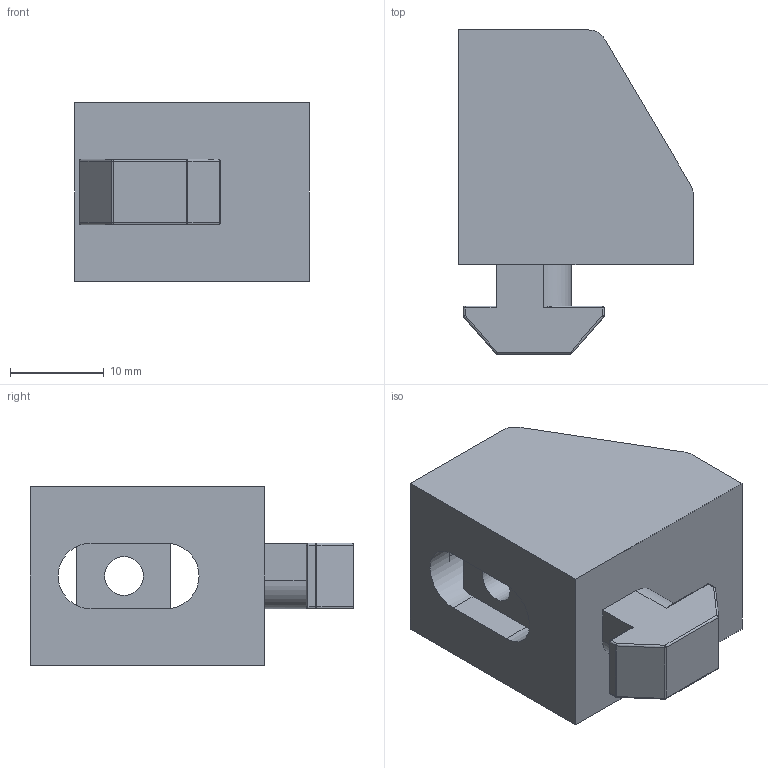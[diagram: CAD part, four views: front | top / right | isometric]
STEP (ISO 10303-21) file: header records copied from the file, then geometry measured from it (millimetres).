
FILE_DESCRIPTION((''),'2;1');
FILE_NAME('AR3522.stp','2021-06-11T11:47:26',('arma01'),(''),'Autodesk Inventor 2013','Autodesk Inventor 2013','');
FILE_SCHEMA(('AUTOMOTIVE_DESIGN { 1 0 10303 214 1 1 1 1 }'));
Length unit declared in the file: millimetre
Products named in the file (1): AR3522
Bounding box: 25 x 34.5 x 19 mm (x, y, z)
Volume: 6418.5 mm3; surface area: 4901 mm2
Topology: 1 solids, 1 shells, 97 faces, 247 edges, 151 vertices
Faces by surface type: plane 50, cylinder 33, sphere 12, torus 2
Full cylindrical faces by diameter (mm): 4.134 x1
Entity records: 3045 total; most frequent: CARTESIAN_POINT 510, DIRECTION 510, ORIENTED_EDGE 492, EDGE_CURVE 246, AXIS2_PLACEMENT_3D 170, VECTOR 170, LINE 170, VERTEX_POINT 150
